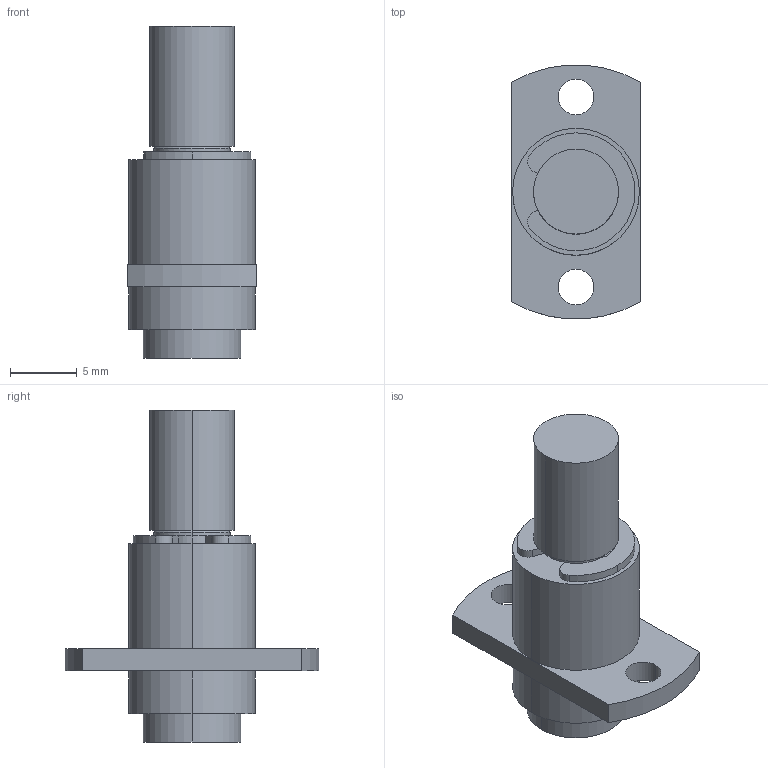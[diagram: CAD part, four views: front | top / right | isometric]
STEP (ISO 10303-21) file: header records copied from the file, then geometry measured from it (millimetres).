
FILE_DESCRIPTION (( 'STEP AP203' ), '1' );
FILE_NAME ('R128.268.717B.STEP', '2014-02-14T12:49:34', ( 'adminradiall' ), ( 'Microsoft' ), 'SwSTEP 2.0', 'SolidWorks 2011', '' );
FILE_SCHEMA (( 'CONFIG_CONTROL_DESIGN' ));
Length unit declared in the file: millimetre
Products named in the file (1): R128.268.717B
Bounding box: 9.6 x 18.95 x 24.8 mm (x, y, z)
Volume: 1354.5 mm3; surface area: 1254.1 mm2
Topology: 1 solids, 1 shells, 304 faces, 841 edges, 554 vertices
Faces by surface type: cylinder 91, torus 90, plane 65, cone 58
Entity records: 10489 total; most frequent: CARTESIAN_POINT 3006, ORIENTED_EDGE 1682, DIRECTION 1386, EDGE_CURVE 841, AXIS2_PLACEMENT_3D 602, VERTEX_POINT 554, B_SPLINE_CURVE_WITH_KNOTS 362, EDGE_LOOP 353
